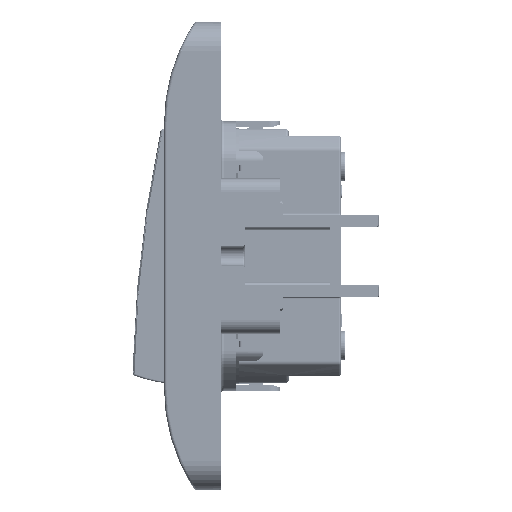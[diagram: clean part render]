
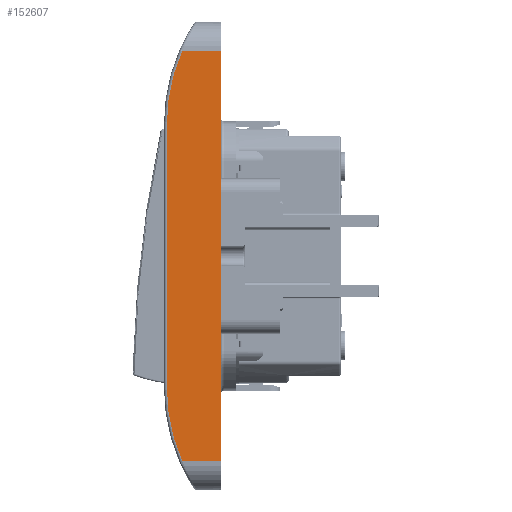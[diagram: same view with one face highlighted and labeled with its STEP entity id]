
A CAD part, left-side view. The second image highlights one B-rep face of the part: STEP entity #152607.
In plain terms, the highlighted planar face has unit normal (-1, 0, 0).
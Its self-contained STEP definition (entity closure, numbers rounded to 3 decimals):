
#144530=DIRECTION('',(0.,0.,-1.));
#144531=VECTOR('',#144530,45.33);
#144532=CARTESIAN_POINT('',(-40.,8.,22.665));
#144533=LINE('',#144532,#144531);
#144538=CARTESIAN_POINT('',(-40.,-22.5,22.665));
#144539=DIRECTION('',(1.,0.,0.));
#144540=DIRECTION('',(0.,1.,0.));
#144541=AXIS2_PLACEMENT_3D('',#144538,#144539,#144540);
#144543=CARTESIAN_POINT('',(-40.,-22.5,-22.665));
#144544=DIRECTION('',(1.,0.,0.));
#144545=DIRECTION('',(0.,0.915,-0.404));
#144546=AXIS2_PLACEMENT_3D('',#144543,#144544,#144545);
#144655=DIRECTION('',(0.,-1.,
0.));
#144656=VECTOR('',#144655,6.694);
#144657=CARTESIAN_POINT('',(-40.,5.394,
-35.));
#144658=LINE('',#144657,#144656);
#144757=DIRECTION('',(0.,0.,1.));
#144758=VECTOR('',#144757,70.);
#144759=CARTESIAN_POINT('',(-40.,-1.3,-35.));
#144760=LINE('',#144759,#144758);
#144818=DIRECTION('',(0.,1.,0.));
#144819=VECTOR('',#144818,6.694);
#144820=CARTESIAN_POINT('',(-40.,-1.3,35.));
#144821=LINE('',#144820,#144819);
#151058=CARTESIAN_POINT('',(-40.,8.,22.665));
#151059=CARTESIAN_POINT('',(-40.,8.,-22.665));
#151060=VERTEX_POINT('',#151058);
#151061=VERTEX_POINT('',#151059);
#151062=CARTESIAN_POINT('',(-40.,5.394,35.));
#151063=VERTEX_POINT('',#151062);
#151064=CARTESIAN_POINT('',(-40.,-1.3,35.));
#151065=VERTEX_POINT('',#151064);
#151066=CARTESIAN_POINT('',(-40.,-1.3,-35.));
#151067=VERTEX_POINT('',#151066);
#151068=CARTESIAN_POINT('',(-40.,5.394,
-35.));
#151069=VERTEX_POINT('',#151068);
#152589=CARTESIAN_POINT('',(-40.,3.5,0.));
#152590=DIRECTION('',(1.,0.,0.));
#152591=DIRECTION('',(0.,0.,-1.));
#152592=AXIS2_PLACEMENT_3D('',#152589,#152590,#152591);
#152593=PLANE('',#152592);
#152594=ORIENTED_EDGE('',*,*,#152579,.F.);
#152596=ORIENTED_EDGE('',*,*,#152595,.T.);
#152598=ORIENTED_EDGE('',*,*,#152597,.F.);
#152600=ORIENTED_EDGE('',*,*,#152599,.F.);
#152602=ORIENTED_EDGE('',*,*,#152601,.F.);
#152604=ORIENTED_EDGE('',*,*,#152603,.T.);
#152605=EDGE_LOOP('',(#152594,#152596,#152598,#152600,#152602,#152604));
#152606=FACE_OUTER_BOUND('',#152605,.F.);
#144542=CIRCLE('',#144541,30.5);
#144547=CIRCLE('',#144546,30.5);
#152579=EDGE_CURVE('',#151060,#151061,#144533,.T.);
#152595=EDGE_CURVE('',#151060,#151063,#144542,.T.);
#152597=EDGE_CURVE('',#151065,#151063,#144821,.T.);
#152599=EDGE_CURVE('',#151067,#151065,#144760,.T.);
#152601=EDGE_CURVE('',#151069,#151067,#144658,.T.);
#152603=EDGE_CURVE('',#151069,#151061,#144547,.T.);
#152607=ADVANCED_FACE('',(#152606),#152593,.F.);
